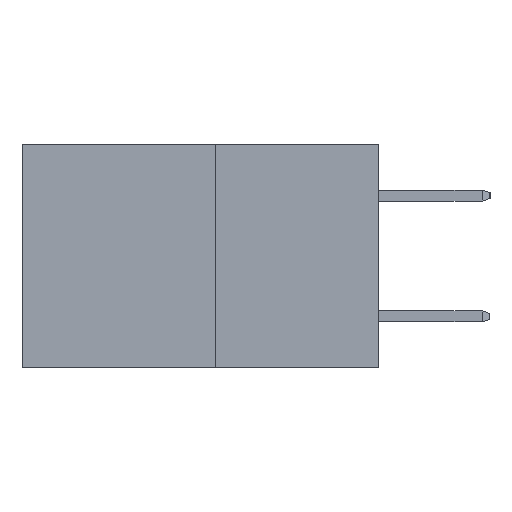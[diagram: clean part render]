
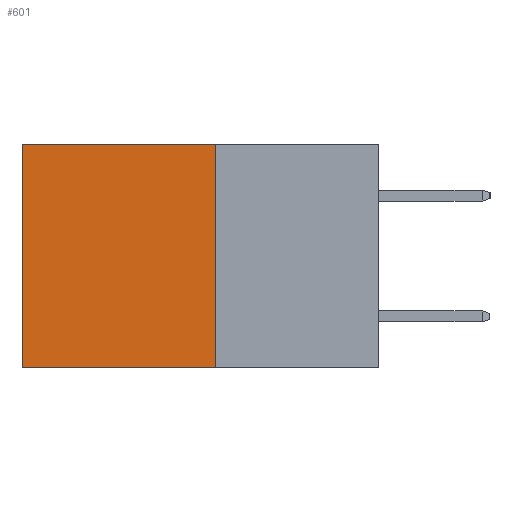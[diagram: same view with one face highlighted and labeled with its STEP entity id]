
A CAD part, left-side view. The second image highlights one B-rep face of the part: STEP entity #601.
In plain terms, the highlighted planar face has unit normal (-1, 0, 0).
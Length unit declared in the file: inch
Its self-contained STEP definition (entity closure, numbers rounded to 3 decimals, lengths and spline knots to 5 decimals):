
#182 = VERTEX_POINT ( 'NONE', #4002 ) ;
#418 = CARTESIAN_POINT ( 'NONE',  ( 0.277, 0.59, -0.37 ) ) ;
#601 = ADVANCED_FACE ( 'NONE', ( #3313 ), #2621, .F. ) ;
#1950 = CARTESIAN_POINT ( 'NONE',  ( 0.277, 0.27, 0. ) ) ;
#2621 = PLANE ( 'NONE',  #6431 ) ;
#2804 = VECTOR ( 'NONE', #8328, 39.37008 ) ;
#3313 = FACE_OUTER_BOUND ( 'NONE', #15568, .T. ) ;
#3468 = VECTOR ( 'NONE', #12907, 39.37008 ) ;
#3844 = LINE ( 'NONE', #418, #6721 ) ;
#3857 = EDGE_CURVE ( 'NONE', #9740, #9048, #3844, .T. ) ;
#4002 = CARTESIAN_POINT ( 'NONE',  ( 0.277, 0.27, -0.37 ) ) ;
#5012 = ORIENTED_EDGE ( 'NONE', *, *, #3857, .T. ) ;
#5033 = ORIENTED_EDGE ( 'NONE', *, *, #10587, .F. ) ;
#5101 = CARTESIAN_POINT ( 'NONE',  ( 0.277, 0.27, -0.37 ) ) ;
#5384 = LINE ( 'NONE', #5101, #11405 ) ;
#5948 = CARTESIAN_POINT ( 'NONE',  ( 0.277, 0.27, 0. ) ) ;
#6239 = CARTESIAN_POINT ( 'NONE',  ( 0.277, 0.59, 0. ) ) ;
#6431 = AXIS2_PLACEMENT_3D ( 'NONE', #10521, #11717, #10487 ) ;
#6721 = VECTOR ( 'NONE', #9939, 39.37008 ) ;
#7155 = CARTESIAN_POINT ( 'NONE',  ( 0.277, 0.27, -0.37 ) ) ;
#7319 = CARTESIAN_POINT ( 'NONE',  ( 0.277, 0.59, -0.37 ) ) ;
#8328 = DIRECTION ( 'NONE',  ( 0., 1., 0. ) ) ;
#8845 = EDGE_CURVE ( 'NONE', #14827, #9740, #10268, .T. ) ;
#9048 = VERTEX_POINT ( 'NONE', #7319 ) ;
#9740 = VERTEX_POINT ( 'NONE', #6239 ) ;
#9939 = DIRECTION ( 'NONE',  ( 0., 0., -1. ) ) ;
#10268 = LINE ( 'NONE', #1950, #3468 ) ;
#10487 = DIRECTION ( 'NONE',  ( 0., 0., -1. ) ) ;
#10521 = CARTESIAN_POINT ( 'NONE',  ( 0.277, 0.27, -0.37 ) ) ;
#10587 = EDGE_CURVE ( 'NONE', #14827, #182, #5384, .T. ) ;
#11405 = VECTOR ( 'NONE', #13482, 39.37008 ) ;
#11582 = ORIENTED_EDGE ( 'NONE', *, *, #8845, .T. ) ;
#11717 = DIRECTION ( 'NONE',  ( 1., 0., 0. ) ) ;
#12852 = LINE ( 'NONE', #7155, #2804 ) ;
#12907 = DIRECTION ( 'NONE',  ( 0., 1., 0. ) ) ;
#13339 = ORIENTED_EDGE ( 'NONE', *, *, #13764, .F. ) ;
#13482 = DIRECTION ( 'NONE',  ( 0., 0., -1. ) ) ;
#13764 = EDGE_CURVE ( 'NONE', #182, #9048, #12852, .T. ) ;
#14827 = VERTEX_POINT ( 'NONE', #5948 ) ;
#15568 = EDGE_LOOP ( 'NONE', ( #5012, #13339, #5033, #11582 ) ) ;
